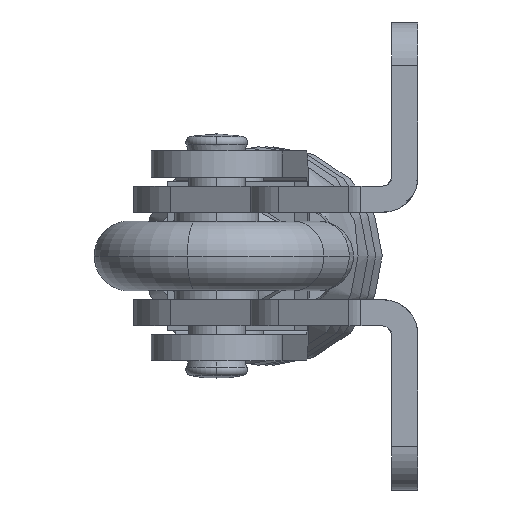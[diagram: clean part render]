
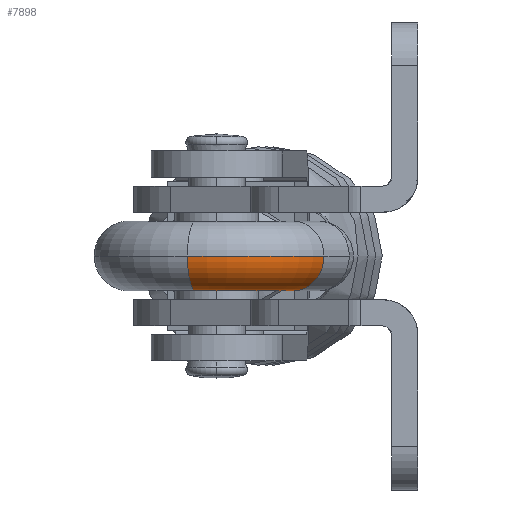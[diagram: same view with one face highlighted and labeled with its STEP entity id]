
A CAD part, left-side view. The second image highlights one B-rep face of the part: STEP entity #7898.
In plain terms, the highlighted toroidal (fillet/blend) face has major radius 10 mm and minor radius 4 mm.
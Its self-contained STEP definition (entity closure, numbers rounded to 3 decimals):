
#7855=CARTESIAN_POINT('',(-152.0,-22.774,0.0));
#7856=DIRECTION('',(0.0,0.0,1.0));
#7857=DIRECTION('',(1.0,0.0,0.0));
#7858=AXIS2_PLACEMENT_3D('',#7855,#7856,#7857);
#7859=TOROIDAL_SURFACE('',#7858,10.,4.);
#7860=CARTESIAN_POINT('',(-166.0,-22.774,0.));
#7861=VERTEX_POINT('',#7860);
#7862=CARTESIAN_POINT('',(-155.623,-36.297,0.));
#7863=VERTEX_POINT('',#7862);
#7864=CARTESIAN_POINT('',(-152.0,-22.774,0.));
#7865=DIRECTION('',(0.0,0.0,1.0));
#7866=DIRECTION('',(1.0,0.0,0.0));
#7867=AXIS2_PLACEMENT_3D('',#7864,#7865,#7866);
#7868=CIRCLE('',#7867,14.);
#7869=EDGE_CURVE('',#7861,#7863,#7868,.T.);
#7870=ORIENTED_EDGE('',*,*,#7869,.F.);
#7871=CARTESIAN_POINT('',(-158.0,-22.774,0.));
#7872=VERTEX_POINT('',#7871);
#7873=CARTESIAN_POINT('',(-162.0,-22.774,0.0));
#7874=DIRECTION('',(0.0,-1.0,0.0));
#7875=DIRECTION('',(-1.0,0.0,0.0));
#7876=AXIS2_PLACEMENT_3D('',#7873,#7874,#7875);
#7877=CIRCLE('',#7876,4.);
#7878=EDGE_CURVE('',#7861,#7872,#7877,.T.);
#7879=ORIENTED_EDGE('',*,*,#7878,.T.);
#7880=CARTESIAN_POINT('',(-153.553,-28.569,0.));
#7881=VERTEX_POINT('',#7880);
#7882=CARTESIAN_POINT('',(-152.0,-22.774,0.));
#7883=DIRECTION('',(0.0,0.0,-1.0));
#7884=DIRECTION('',(1.0,0.0,0.0));
#7885=AXIS2_PLACEMENT_3D('',#7882,#7883,#7884);
#7886=CIRCLE('',#7885,6.);
#7887=EDGE_CURVE('',#7881,#7872,#7886,.T.);
#7888=ORIENTED_EDGE('',*,*,#7887,.F.);
#7889=CARTESIAN_POINT('',(-154.588,-32.433,0.0));
#7890=DIRECTION('',(-0.966,0.259,0.0));
#7891=DIRECTION('',(0.259,0.966,0.0));
#7892=AXIS2_PLACEMENT_3D('',#7889,#7890,#7891);
#7893=CIRCLE('',#7892,4.);
#7894=EDGE_CURVE('',#7881,#7863,#7893,.T.);
#7895=ORIENTED_EDGE('',*,*,#7894,.T.);
#7896=EDGE_LOOP('',(#7870,#7879,#7888,#7895));
#7897=FACE_OUTER_BOUND('',#7896,.T.);
#7898=ADVANCED_FACE('',(#7897),#7859,.T.);
